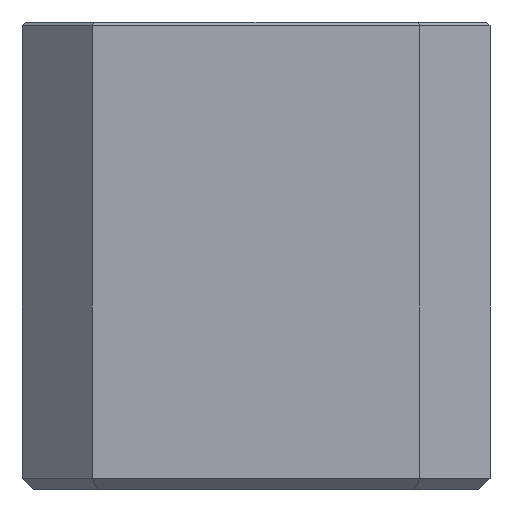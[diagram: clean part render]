
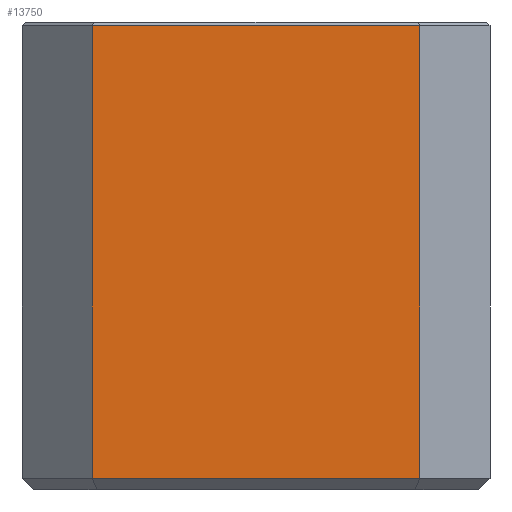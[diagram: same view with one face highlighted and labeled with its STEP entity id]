
A CAD part, left-side view. The second image highlights one B-rep face of the part: STEP entity #13750.
In plain terms, the highlighted planar face has unit normal (-1, 0, 0).
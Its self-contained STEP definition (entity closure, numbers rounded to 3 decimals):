
#994 = CARTESIAN_POINT ( 'NONE',  ( -27.5, 14., 19.7 ) ) ;
#1392 = LINE ( 'NONE', #12459, #14315 ) ;
#4079 = ORIENTED_EDGE ( 'NONE', *, *, #4390, .T. ) ;
#4390 = EDGE_CURVE ( 'NONE', #13600, #20302, #20067, .T. ) ;
#4479 = CARTESIAN_POINT ( 'NONE',  ( -27.5, -14., 20. ) ) ;
#5322 = VECTOR ( 'NONE', #22582, 1000. ) ;
#6876 = AXIS2_PLACEMENT_3D ( 'NONE', #16420, #14322, #8316 ) ;
#7908 = CARTESIAN_POINT ( 'NONE',  ( -27.5, 14., -19. ) ) ;
#8316 = DIRECTION ( 'NONE',  ( 0., 0., -1. ) ) ;
#8322 = ORIENTED_EDGE ( 'NONE', *, *, #12011, .T. ) ;
#8401 = PLANE ( 'NONE',  #6876 ) ;
#9353 = VERTEX_POINT ( 'NONE', #994 ) ;
#10480 = FACE_OUTER_BOUND ( 'NONE', #24571, .T. ) ;
#12011 = EDGE_CURVE ( 'NONE', #9353, #13600, #1392, .T. ) ;
#12459 = CARTESIAN_POINT ( 'NONE',  ( -27.5, 14., 20. ) ) ;
#13188 = EDGE_CURVE ( 'NONE', #20302, #15454, #22596, .T. ) ;
#13328 = DIRECTION ( 'NONE',  ( 0., -1., 0. ) ) ;
#13600 = VERTEX_POINT ( 'NONE', #7908 ) ;
#13750 = ADVANCED_FACE ( 'NONE', ( #10480 ), #8401, .F. ) ;
#14315 = VECTOR ( 'NONE', #14448, 1000. ) ;
#14322 = DIRECTION ( 'NONE',  ( 1., 0., 0. ) ) ;
#14448 = DIRECTION ( 'NONE',  ( 0., 0., -1. ) ) ;
#14495 = CARTESIAN_POINT ( 'NONE',  ( -27.5, -14., -19. ) ) ;
#15454 = VERTEX_POINT ( 'NONE', #16451 ) ;
#15895 = DIRECTION ( 'NONE',  ( 0., 1., 0. ) ) ;
#16420 = CARTESIAN_POINT ( 'NONE',  ( -27.5, 20., 20. ) ) ;
#16451 = CARTESIAN_POINT ( 'NONE',  ( -27.5, -14., 19.7 ) ) ;
#16601 = VECTOR ( 'NONE', #15895, 1000. ) ;
#17945 = CARTESIAN_POINT ( 'NONE',  ( -27.5, 14., 19.7 ) ) ;
#18844 = VECTOR ( 'NONE', #13328, 1000. ) ;
#20067 = LINE ( 'NONE', #21569, #18844 ) ;
#20302 = VERTEX_POINT ( 'NONE', #14495 ) ;
#21252 = ORIENTED_EDGE ( 'NONE', *, *, #13188, .T. ) ;
#21569 = CARTESIAN_POINT ( 'NONE',  ( -27.5, 20., -19. ) ) ;
#21799 = EDGE_CURVE ( 'NONE', #15454, #9353, #21855, .T. ) ;
#21855 = LINE ( 'NONE', #17945, #16601 ) ;
#22582 = DIRECTION ( 'NONE',  ( 0., 0., 1. ) ) ;
#22596 = LINE ( 'NONE', #4479, #5322 ) ;
#24445 = ORIENTED_EDGE ( 'NONE', *, *, #21799, .T. ) ;
#24571 = EDGE_LOOP ( 'NONE', ( #21252, #24445, #8322, #4079 ) ) ;
